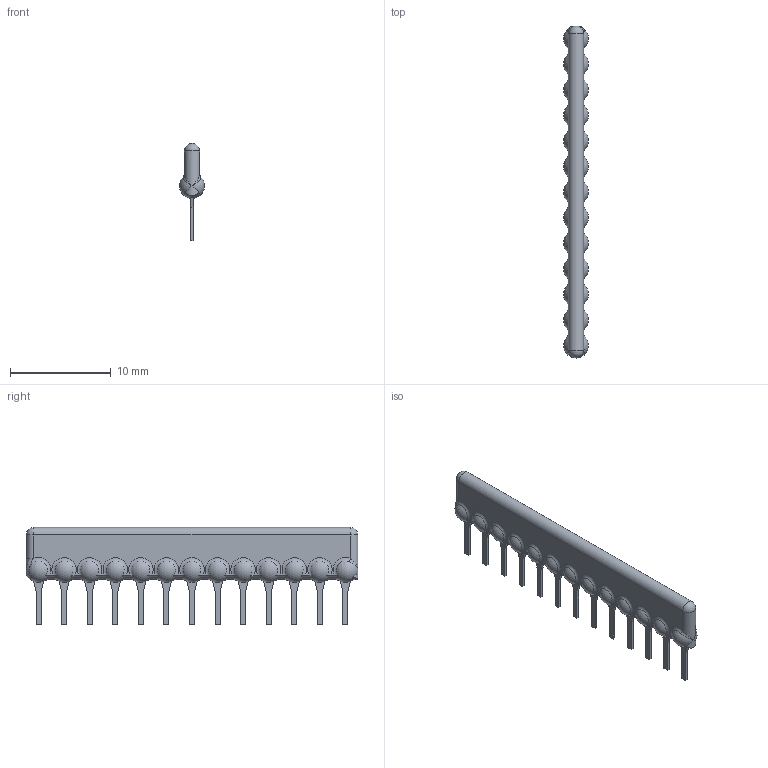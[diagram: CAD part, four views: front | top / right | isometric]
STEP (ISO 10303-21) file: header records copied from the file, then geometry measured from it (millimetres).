
FILE_DESCRIPTION((''),'2;1');
FILE_NAME('4614M','2012-08-22T',('ryans'),('Bourns, Inc.'),'PRO/ENGINEER BY PARAMETRIC TECHNOLOGY CORPORATION, 2010100','PRO/ENGINEER BY PARAMETRIC TECHNOLOGY CORPORATION, 2010100','');
FILE_SCHEMA(('CONFIG_CONTROL_DESIGN'));
Length unit declared in the file: millimetre
Products named in the file (1): 4614M
Bounding box: 2.48 x 32.97 x 9.65 mm (x, y, z)
Volume: 276.4 mm3; surface area: 559.8 mm2
Topology: 1 solids, 27 shells, 313 faces, 680 edges, 430 vertices
Faces by surface type: plane 146, torus 52, cone 52, cylinder 43, sphere 15, bspline 5
Entity records: 9345 total; most frequent: CARTESIAN_POINT 2679, ORIENTED_EDGE 1352, DIRECTION 1344, EDGE_CURVE 676, AXIS2_PLACEMENT_3D 527, VERTEX_POINT 430, EDGE_LOOP 326, FACE_OUTER_BOUND 313
